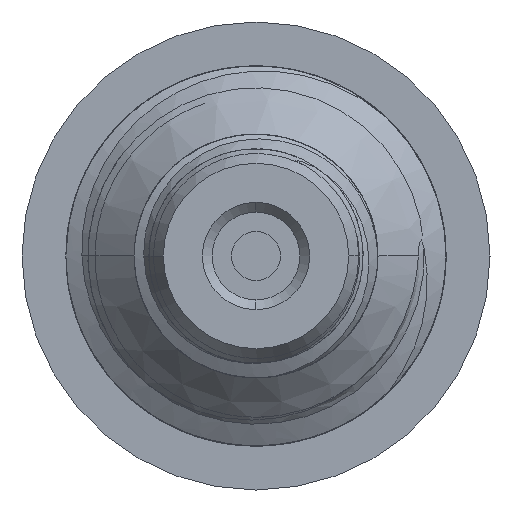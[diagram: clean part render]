
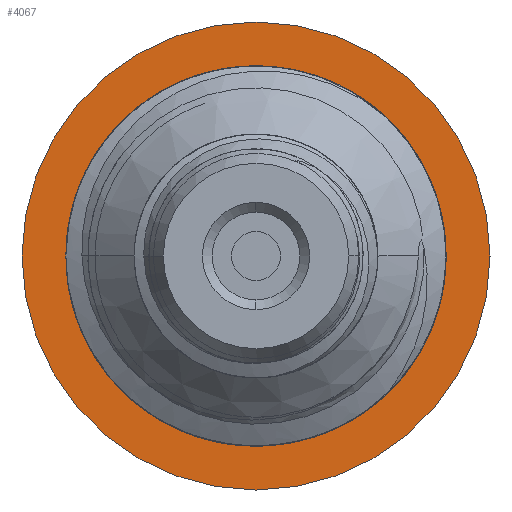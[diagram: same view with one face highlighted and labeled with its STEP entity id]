
A CAD part, left-side view. The second image highlights one B-rep face of the part: STEP entity #4067.
In plain terms, the highlighted planar face has unit normal (-1, 0, 0).
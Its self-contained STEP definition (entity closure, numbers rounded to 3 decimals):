
#70=CARTESIAN_POINT('',(-6.,0.,0.));
#71=DIRECTION('',(1.,0.,0.));
#72=DIRECTION('',(0.,1.,0.));
#73=AXIS2_PLACEMENT_3D('',#70,#71,#72);
#75=CARTESIAN_POINT('',(-6.,0.,0.));
#76=DIRECTION('',(-1.,0.,0.));
#77=DIRECTION('',(0.,1.,0.));
#78=AXIS2_PLACEMENT_3D('',#75,#76,#77);
#863=CARTESIAN_POINT('',(-6.,0.,0.));
#864=DIRECTION('',(-1.,0.,0.));
#865=DIRECTION('',(0.,1.,0.));
#866=AXIS2_PLACEMENT_3D('',#863,#864,#865);
#1671=CARTESIAN_POINT('',(-6.,0.,0.));
#1672=DIRECTION('',(1.,0.,0.));
#1673=DIRECTION('',(0.,1.,0.));
#1674=AXIS2_PLACEMENT_3D('',#1671,#1672,#1673);
#3792=CARTESIAN_POINT('',(-6.,2.4,0.));
#3794=VERTEX_POINT('',#3792);
#3800=CARTESIAN_POINT('',(-6.,-2.4,0.));
#3802=VERTEX_POINT('',#3800);
#3803=CARTESIAN_POINT('',(-6.,1.95,0.));
#3804=CARTESIAN_POINT('',(-6.,-1.95,0.));
#3805=VERTEX_POINT('',#3803);
#3806=VERTEX_POINT('',#3804);
#4052=CARTESIAN_POINT('',(-6.,0.,0.));
#4053=DIRECTION('',(1.,0.,0.));
#4054=DIRECTION('',(0.,-1.,0.));
#4055=AXIS2_PLACEMENT_3D('',#4052,#4053,#4054);
#4056=PLANE('',#4055);
#4057=ORIENTED_EDGE('',*,*,#4047,.T.);
#4058=ORIENTED_EDGE('',*,*,#4031,.F.);
#4059=EDGE_LOOP('',(#4057,#4058));
#4060=FACE_OUTER_BOUND('',#4059,.F.);
#4062=ORIENTED_EDGE('',*,*,#4061,.T.);
#4064=ORIENTED_EDGE('',*,*,#4063,.F.);
#4065=EDGE_LOOP('',(#4062,#4064));
#4066=FACE_BOUND('',#4065,.F.);
#74=CIRCLE('',#73,2.4);
#79=CIRCLE('',#78,2.4);
#867=CIRCLE('',#866,1.95);
#1675=CIRCLE('',#1674,1.95);
#4031=EDGE_CURVE('',#3794,#3802,#79,.T.);
#4047=EDGE_CURVE('',#3794,#3802,#74,.T.);
#4061=EDGE_CURVE('',#3805,#3806,#867,.T.);
#4063=EDGE_CURVE('',#3805,#3806,#1675,.T.);
#4067=ADVANCED_FACE('',(#4060,#4066),#4056,.F.);
